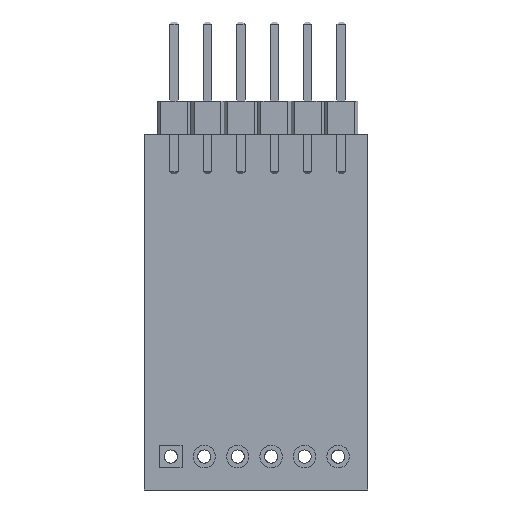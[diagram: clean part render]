
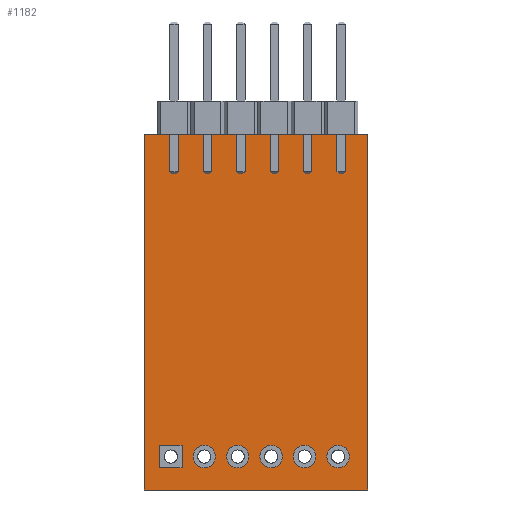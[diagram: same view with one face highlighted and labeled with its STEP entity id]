
A CAD part, left-side view. The second image highlights one B-rep face of the part: STEP entity #1182.
In plain terms, the highlighted face is planar.
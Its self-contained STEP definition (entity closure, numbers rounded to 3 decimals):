
#215 = CARTESIAN_POINT ( 'NONE',  ( 143.772, -43.18, -1.6 ) ) ;
#323 = DIRECTION ( 'NONE',  ( 1., 0., 0. ) ) ;
#737 = AXIS2_PLACEMENT_3D ( 'NONE', #4463, #7435, #4129 ) ;
#788 = CARTESIAN_POINT ( 'NONE',  ( 144.272, -43.18, -1.6 ) ) ;
#983 = VERTEX_POINT ( 'NONE', #16379 ) ;
#1087 = VERTEX_POINT ( 'NONE', #9132 ) ;
#1182 = ADVANCED_FACE ( 'NONE', ( #9582, #16393, #8346, #9915, #21850, #8021, #4898 ), #21524, .F. ) ;
#1426 = VECTOR ( 'NONE', #9934, 1000. ) ;
#1783 = VERTEX_POINT ( 'NONE', #15397 ) ;
#1844 = AXIS2_PLACEMENT_3D ( 'NONE', #788, #17266, #2021 ) ;
#2021 = DIRECTION ( 'NONE',  ( 1., 0., 0. ) ) ;
#2362 = CARTESIAN_POINT ( 'NONE',  ( 151.62, -40.64, -1.6 ) ) ;
#2646 = AXIS2_PLACEMENT_3D ( 'NONE', #11004, #21494, #16247 ) ;
#2667 = EDGE_CURVE ( 'NONE', #13184, #20817, #13897, .T. ) ;
#2700 = ORIENTED_EDGE ( 'NONE', *, *, #20497, .T. ) ;
#2820 = CARTESIAN_POINT ( 'NONE',  ( 144.272, -43.18, -1.6 ) ) ;
#3012 = LINE ( 'NONE', #6650, #9478 ) ;
#3073 = CARTESIAN_POINT ( 'NONE',  ( 136.652, -43.18, -1.6 ) ) ;
#3487 = DIRECTION ( 'NONE',  ( 1., 0., 0. ) ) ;
#3537 = EDGE_CURVE ( 'NONE', #8633, #1783, #20870, .T. ) ;
#3596 = CARTESIAN_POINT ( 'NONE',  ( 136.152, -43.18, -1.6 ) ) ;
#3665 = EDGE_CURVE ( 'NONE', #21558, #13184, #3012, .T. ) ;
#3785 = CARTESIAN_POINT ( 'NONE',  ( 136.652, -43.18, -1.6 ) ) ;
#3830 = CARTESIAN_POINT ( 'NONE',  ( 141.732, -43.18, -1.6 ) ) ;
#3866 = CIRCLE ( 'NONE', #16679, 0.5 ) ;
#3923 = CARTESIAN_POINT ( 'NONE',  ( 149.352, -43.18, -1.6 ) ) ;
#4129 = DIRECTION ( 'NONE',  ( 1., 0., 0. ) ) ;
#4352 = CARTESIAN_POINT ( 'NONE',  ( 144.772, -43.18, -1.6 ) ) ;
#4463 = CARTESIAN_POINT ( 'NONE',  ( 149.352, -43.18, -1.6 ) ) ;
#4528 = ORIENTED_EDGE ( 'NONE', *, *, #13003, .F. ) ;
#4673 = DIRECTION ( 'NONE',  ( 1., 0., 0. ) ) ;
#4797 = CIRCLE ( 'NONE', #6908, 0.5 ) ;
#4898 = FACE_BOUND ( 'NONE', #20646, .T. ) ;
#5301 = EDGE_LOOP ( 'NONE', ( #9710, #21817 ) ) ;
#5688 = CARTESIAN_POINT ( 'NONE',  ( 146.312, -43.18, -1.6 ) ) ;
#5743 = CIRCLE ( 'NONE', #1844, 0.5 ) ;
#6236 = AXIS2_PLACEMENT_3D ( 'NONE', #13216, #18718, #3487 ) ;
#6250 = CARTESIAN_POINT ( 'NONE',  ( 143.12, -54.14, -1.6 ) ) ;
#6253 = EDGE_CURVE ( 'NONE', #6282, #8287, #4797, .T. ) ;
#6282 = VERTEX_POINT ( 'NONE', #20744 ) ;
#6650 = CARTESIAN_POINT ( 'NONE',  ( 134.62, -40.64, -1.6 ) ) ;
#6754 = DIRECTION ( 'NONE',  ( 0., -1., 0. ) ) ;
#6778 = EDGE_CURVE ( 'NONE', #18684, #14230, #16140, .T. ) ;
#6908 = AXIS2_PLACEMENT_3D ( 'NONE', #14386, #7454, #15936 ) ;
#7200 = EDGE_LOOP ( 'NONE', ( #16292, #16623 ) ) ;
#7354 = CARTESIAN_POINT ( 'NONE',  ( 139.192, -43.18, -1.6 ) ) ;
#7435 = DIRECTION ( 'NONE',  ( 0., 0., 1. ) ) ;
#7454 = DIRECTION ( 'NONE',  ( 0., 0., 1. ) ) ;
#7556 = CARTESIAN_POINT ( 'NONE',  ( 139.192, -43.18, -1.6 ) ) ;
#7688 = EDGE_CURVE ( 'NONE', #20612, #1087, #3866, .T. ) ;
#7805 = VERTEX_POINT ( 'NONE', #4352 ) ;
#8010 = CIRCLE ( 'NONE', #6236, 0.5 ) ;
#8021 = FACE_BOUND ( 'NONE', #12237, .T. ) ;
#8287 = VERTEX_POINT ( 'NONE', #15762 ) ;
#8346 = FACE_BOUND ( 'NONE', #18921, .T. ) ;
#8371 = CIRCLE ( 'NONE', #21205, 0.5 ) ;
#8633 = VERTEX_POINT ( 'NONE', #20204 ) ;
#8737 = ORIENTED_EDGE ( 'NONE', *, *, #6778, .T. ) ;
#8909 = CIRCLE ( 'NONE', #21390, 0.5 ) ;
#8916 = DIRECTION ( 'NONE',  ( 0., 0., 1. ) ) ;
#9107 = AXIS2_PLACEMENT_3D ( 'NONE', #6250, #11689, #18170 ) ;
#9132 = CARTESIAN_POINT ( 'NONE',  ( 137.152, -43.18, -1.6 ) ) ;
#9329 = DIRECTION ( 'NONE',  ( 0., -1., 0. ) ) ;
#9478 = VECTOR ( 'NONE', #4673, 1000. ) ;
#9582 = FACE_OUTER_BOUND ( 'NONE', #13980, .T. ) ;
#9593 = DIRECTION ( 'NONE',  ( 1., 0., 0. ) ) ;
#9633 = EDGE_CURVE ( 'NONE', #8287, #6282, #8909, .T. ) ;
#9637 = AXIS2_PLACEMENT_3D ( 'NONE', #7354, #16064, #20753 ) ;
#9710 = ORIENTED_EDGE ( 'NONE', *, *, #11636, .T. ) ;
#9823 = VERTEX_POINT ( 'NONE', #21432 ) ;
#9915 = FACE_BOUND ( 'NONE', #7200, .T. ) ;
#9934 = DIRECTION ( 'NONE',  ( 1., 0., 0. ) ) ;
#10259 = CARTESIAN_POINT ( 'NONE',  ( 134.62, -67.64, -1.6 ) ) ;
#10275 = CARTESIAN_POINT ( 'NONE',  ( 134.62, -40.64, -1.6 ) ) ;
#10473 = VECTOR ( 'NONE', #6754, 1000. ) ;
#10540 = ORIENTED_EDGE ( 'NONE', *, *, #21870, .T. ) ;
#10610 = AXIS2_PLACEMENT_3D ( 'NONE', #3073, #14982, #21789 ) ;
#10624 = ORIENTED_EDGE ( 'NONE', *, *, #16836, .T. ) ;
#11004 = CARTESIAN_POINT ( 'NONE',  ( 146.812, -43.18, -1.6 ) ) ;
#11052 = CIRCLE ( 'NONE', #737, 0.5 ) ;
#11636 = EDGE_CURVE ( 'NONE', #1087, #20612, #21659, .T. ) ;
#11689 = DIRECTION ( 'NONE',  ( 0., 0., 1. ) ) ;
#12217 = ORIENTED_EDGE ( 'NONE', *, *, #15501, .T. ) ;
#12237 = EDGE_LOOP ( 'NONE', ( #8737, #2700 ) ) ;
#12464 = CIRCLE ( 'NONE', #18182, 0.5 ) ;
#13003 = EDGE_CURVE ( 'NONE', #9823, #20817, #18707, .T. ) ;
#13013 = LINE ( 'NONE', #19454, #20020 ) ;
#13184 = VERTEX_POINT ( 'NONE', #2362 ) ;
#13216 = CARTESIAN_POINT ( 'NONE',  ( 146.812, -43.18, -1.6 ) ) ;
#13897 = LINE ( 'NONE', #20695, #10473 ) ;
#13980 = EDGE_LOOP ( 'NONE', ( #18870, #17542, #18502, #4528 ) ) ;
#14230 = VERTEX_POINT ( 'NONE', #5688 ) ;
#14386 = CARTESIAN_POINT ( 'NONE',  ( 141.732, -43.18, -1.6 ) ) ;
#14397 = DIRECTION ( 'NONE',  ( 0., 0., 1. ) ) ;
#14619 = CIRCLE ( 'NONE', #9637, 0.5 ) ;
#14982 = DIRECTION ( 'NONE',  ( 0., 0., 1. ) ) ;
#15397 = CARTESIAN_POINT ( 'NONE',  ( 138.692, -43.18, -1.6 ) ) ;
#15501 = EDGE_CURVE ( 'NONE', #983, #21048, #11052, .T. ) ;
#15762 = CARTESIAN_POINT ( 'NONE',  ( 141.232, -43.18, -1.6 ) ) ;
#15936 = DIRECTION ( 'NONE',  ( 1., 0., 0. ) ) ;
#16064 = DIRECTION ( 'NONE',  ( 0., 0., 1. ) ) ;
#16140 = CIRCLE ( 'NONE', #2646, 0.5 ) ;
#16247 = DIRECTION ( 'NONE',  ( 1., 0., 0. ) ) ;
#16292 = ORIENTED_EDGE ( 'NONE', *, *, #6253, .T. ) ;
#16379 = CARTESIAN_POINT ( 'NONE',  ( 148.852, -43.18, -1.6 ) ) ;
#16393 = FACE_BOUND ( 'NONE', #5301, .T. ) ;
#16560 = EDGE_CURVE ( 'NONE', #1783, #8633, #14619, .T. ) ;
#16623 = ORIENTED_EDGE ( 'NONE', *, *, #9633, .T. ) ;
#16679 = AXIS2_PLACEMENT_3D ( 'NONE', #3785, #19234, #323 ) ;
#16836 = EDGE_CURVE ( 'NONE', #20052, #7805, #5743, .T. ) ;
#16951 = ORIENTED_EDGE ( 'NONE', *, *, #20583, .T. ) ;
#17266 = DIRECTION ( 'NONE',  ( 0., 0., 1. ) ) ;
#17542 = ORIENTED_EDGE ( 'NONE', *, *, #3665, .T. ) ;
#17697 = DIRECTION ( 'NONE',  ( 1., 0., 0. ) ) ;
#17842 = EDGE_CURVE ( 'NONE', #21558, #9823, #13013, .T. ) ;
#18170 = DIRECTION ( 'NONE',  ( 1., 0., 0. ) ) ;
#18182 = AXIS2_PLACEMENT_3D ( 'NONE', #2820, #14397, #9593 ) ;
#18264 = CARTESIAN_POINT ( 'NONE',  ( 151.62, -67.64, -1.6 ) ) ;
#18502 = ORIENTED_EDGE ( 'NONE', *, *, #2667, .T. ) ;
#18684 = VERTEX_POINT ( 'NONE', #20630 ) ;
#18696 = AXIS2_PLACEMENT_3D ( 'NONE', #7556, #20751, #17697 ) ;
#18707 = LINE ( 'NONE', #10259, #1426 ) ;
#18718 = DIRECTION ( 'NONE',  ( 0., 0., 1. ) ) ;
#18840 = DIRECTION ( 'NONE',  ( 1., 0., 0. ) ) ;
#18870 = ORIENTED_EDGE ( 'NONE', *, *, #17842, .F. ) ;
#18921 = EDGE_LOOP ( 'NONE', ( #22008, #19888 ) ) ;
#19045 = DIRECTION ( 'NONE',  ( 1., 0., 0. ) ) ;
#19234 = DIRECTION ( 'NONE',  ( 0., 0., 1. ) ) ;
#19454 = CARTESIAN_POINT ( 'NONE',  ( 134.62, -40.64, -1.6 ) ) ;
#19888 = ORIENTED_EDGE ( 'NONE', *, *, #16560, .T. ) ;
#20020 = VECTOR ( 'NONE', #9329, 1000. ) ;
#20052 = VERTEX_POINT ( 'NONE', #215 ) ;
#20204 = CARTESIAN_POINT ( 'NONE',  ( 139.692, -43.18, -1.6 ) ) ;
#20437 = EDGE_LOOP ( 'NONE', ( #10540, #10624 ) ) ;
#20497 = EDGE_CURVE ( 'NONE', #14230, #18684, #8010, .T. ) ;
#20583 = EDGE_CURVE ( 'NONE', #21048, #983, #8371, .T. ) ;
#20612 = VERTEX_POINT ( 'NONE', #3596 ) ;
#20630 = CARTESIAN_POINT ( 'NONE',  ( 147.312, -43.18, -1.6 ) ) ;
#20646 = EDGE_LOOP ( 'NONE', ( #16951, #12217 ) ) ;
#20652 = DIRECTION ( 'NONE',  ( 0., 0., 1. ) ) ;
#20695 = CARTESIAN_POINT ( 'NONE',  ( 151.62, -40.64, -1.6 ) ) ;
#20744 = CARTESIAN_POINT ( 'NONE',  ( 142.232, -43.18, -1.6 ) ) ;
#20751 = DIRECTION ( 'NONE',  ( 0., 0., 1. ) ) ;
#20753 = DIRECTION ( 'NONE',  ( 1., 0., 0. ) ) ;
#20817 = VERTEX_POINT ( 'NONE', #18264 ) ;
#20870 = CIRCLE ( 'NONE', #18696, 0.5 ) ;
#21048 = VERTEX_POINT ( 'NONE', #21251 ) ;
#21205 = AXIS2_PLACEMENT_3D ( 'NONE', #3923, #8916, #19045 ) ;
#21251 = CARTESIAN_POINT ( 'NONE',  ( 149.852, -43.18, -1.6 ) ) ;
#21390 = AXIS2_PLACEMENT_3D ( 'NONE', #3830, #20652, #18840 ) ;
#21432 = CARTESIAN_POINT ( 'NONE',  ( 134.62, -67.64, -1.6 ) ) ;
#21494 = DIRECTION ( 'NONE',  ( 0., 0., 1. ) ) ;
#21524 = PLANE ( 'NONE',  #9107 ) ;
#21558 = VERTEX_POINT ( 'NONE', #10275 ) ;
#21659 = CIRCLE ( 'NONE', #10610, 0.5 ) ;
#21789 = DIRECTION ( 'NONE',  ( 1., 0., 0. ) ) ;
#21817 = ORIENTED_EDGE ( 'NONE', *, *, #7688, .T. ) ;
#21850 = FACE_BOUND ( 'NONE', #20437, .T. ) ;
#21870 = EDGE_CURVE ( 'NONE', #7805, #20052, #12464, .T. ) ;
#22008 = ORIENTED_EDGE ( 'NONE', *, *, #3537, .T. ) ;
